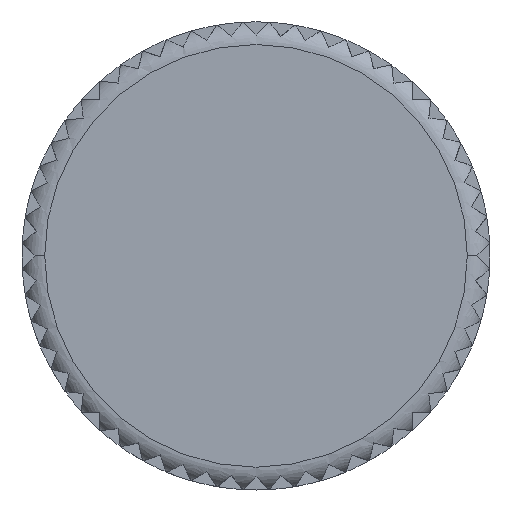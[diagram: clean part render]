
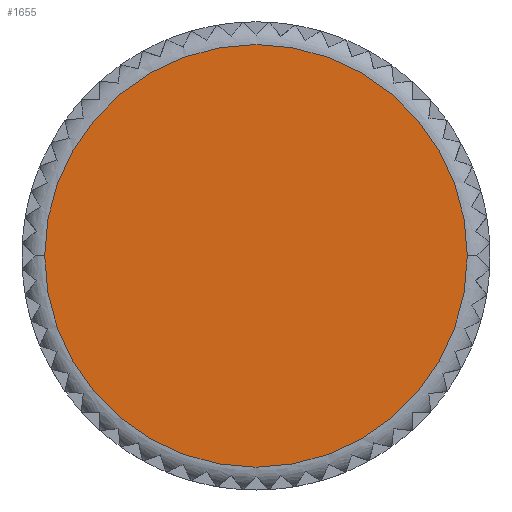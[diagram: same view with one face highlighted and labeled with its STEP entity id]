
A CAD part, top view. The second image highlights one B-rep face of the part: STEP entity #1655.
In plain terms, the highlighted planar face has unit normal (0, 0, 1).
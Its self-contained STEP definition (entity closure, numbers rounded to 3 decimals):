
#1655=ADVANCED_FACE('',(#4220),#4221,.T.);
#1855=VERTEX_POINT('',#4439);
#2437=VERTEX_POINT('',#5080);
#3023=EDGE_CURVE('',#1855,#2437,#5713,.T.);
#3357=EDGE_CURVE('',#2437,#1855,#6081,.T.);
#4220=FACE_OUTER_BOUND('',#7410,.T.);
#4221=PLANE('',#7411);
#4439=CARTESIAN_POINT('',(-14.0,0.,41.5));
#5080=CARTESIAN_POINT('',(14.0,0.,41.5));
#5713=CIRCLE('',#10404,14.0);
#6081=CIRCLE('',#11121,14.0);
#7410=EDGE_LOOP('',(#12416,#12417));
#7411=AXIS2_PLACEMENT_3D('',#12418,#12419,#12420);
#10404=AXIS2_PLACEMENT_3D('',#13918,#13919,#13920);
#11121=AXIS2_PLACEMENT_3D('',#14389,#14390,#14391);
#12416=ORIENTED_EDGE('',*,*,#3357,.T.);
#12417=ORIENTED_EDGE('',*,*,#3023,.T.);
#12418=CARTESIAN_POINT('',(7.0,0.,41.5));
#12419=DIRECTION('',(0.0,0.0,1.0));
#12420=DIRECTION('',(1.0,0.,0.0));
#13918=CARTESIAN_POINT('',(0.,0.,41.5));
#13919=DIRECTION('',(0.0,-0.0,1.0));
#13920=DIRECTION('',(1.0,0.,0.0));
#14389=CARTESIAN_POINT('',(0.,0.,41.5));
#14390=DIRECTION('',(0.0,-0.0,1.0));
#14391=DIRECTION('',(1.0,0.,0.0));
